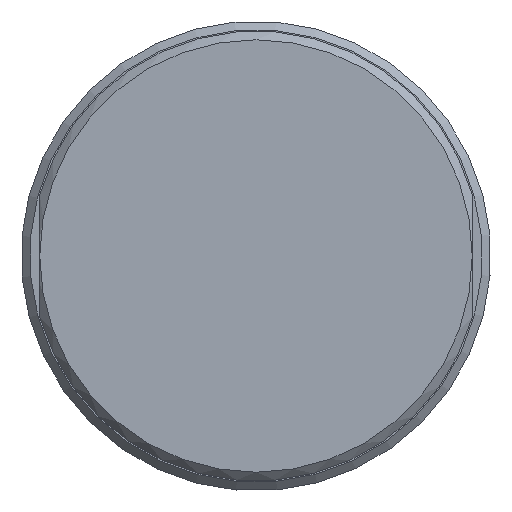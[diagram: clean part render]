
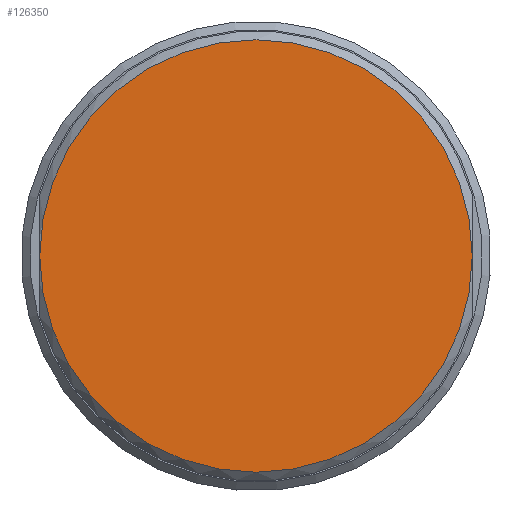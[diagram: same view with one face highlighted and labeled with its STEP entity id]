
A CAD part, left-side view. The second image highlights one B-rep face of the part: STEP entity #126350.
In plain terms, the highlighted planar face has unit normal (-1, 0, 0).
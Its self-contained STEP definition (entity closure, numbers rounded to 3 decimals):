
#126033=CARTESIAN_POINT('',(0.0,-12.5,0.));
#126034=VERTEX_POINT('',#126033);
#126225=CARTESIAN_POINT('',(0.0,12.5,0.));
#126226=VERTEX_POINT('',#126225);
#126227=CARTESIAN_POINT('',(0.0,0.0,0.0));
#126228=DIRECTION('',(1.0,0.0,0.0));
#126229=DIRECTION('',(0.0,-1.0,0.0));
#126230=AXIS2_PLACEMENT_3D('',#126227,#126228,#126229);
#126231=CIRCLE('',#126230,12.5);
#126232=EDGE_CURVE('',#126034,#126226,#126231,.T.);
#126313=CARTESIAN_POINT('',(0.0,0.0,0.0));
#126314=DIRECTION('',(1.0,0.0,0.0));
#126315=DIRECTION('',(0.0,-1.0,0.0));
#126316=AXIS2_PLACEMENT_3D('',#126313,#126314,#126315);
#126317=CIRCLE('',#126316,12.5);
#126318=EDGE_CURVE('',#126226,#126034,#126317,.T.);
#126341=CARTESIAN_POINT('',(0.0,10.688,0.0));
#126342=DIRECTION('',(-1.0,0.0,0.0));
#126343=DIRECTION('',(0.0,0.0,1.0));
#126344=AXIS2_PLACEMENT_3D('',#126341,#126342,#126343);
#126345=PLANE('',#126344);
#126346=ORIENTED_EDGE('',*,*,#126318,.F.);
#126347=ORIENTED_EDGE('',*,*,#126232,.F.);
#126348=EDGE_LOOP('',(#126346,#126347));
#126349=FACE_OUTER_BOUND('',#126348,.T.);
#126350=ADVANCED_FACE('',(#126349),#126345,.T.);
